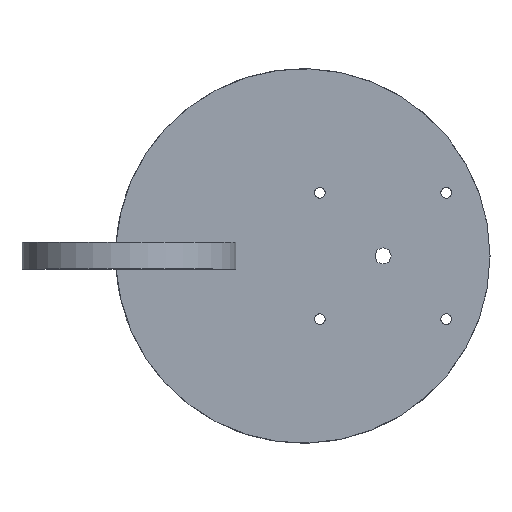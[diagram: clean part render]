
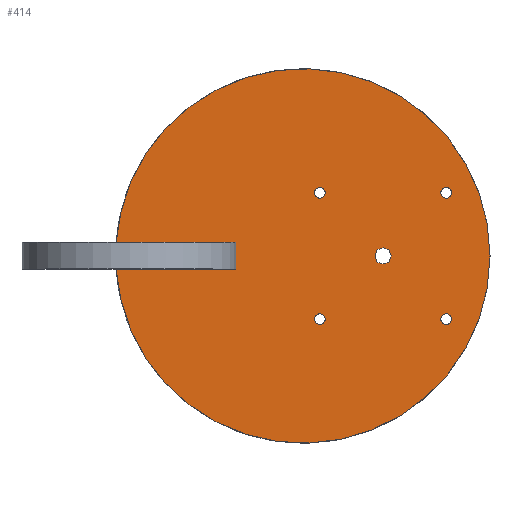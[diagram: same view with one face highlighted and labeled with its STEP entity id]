
A CAD part, top view. The second image highlights one B-rep face of the part: STEP entity #414.
In plain terms, the highlighted planar face has unit normal (0, 0, 1).
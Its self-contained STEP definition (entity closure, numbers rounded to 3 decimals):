
#25=FACE_BOUND('',#92,.T.);
#26=FACE_BOUND('',#93,.T.);
#27=FACE_BOUND('',#94,.T.);
#28=FACE_BOUND('',#95,.T.);
#29=FACE_BOUND('',#96,.T.);
#41=PLANE('',#473);
#60=FACE_OUTER_BOUND('',#91,.T.);
#91=EDGE_LOOP('',(#356,#357,#358,#359));
#92=EDGE_LOOP('',(#360));
#93=EDGE_LOOP('',(#361));
#94=EDGE_LOOP('',(#362));
#95=EDGE_LOOP('',(#363));
#96=EDGE_LOOP('',(#364));
#117=LINE('',#672,#143);
#124=LINE('',#693,#150);
#129=LINE('',#703,#155);
#143=VECTOR('',#556,10.);
#150=VECTOR('',#573,10.);
#155=VECTOR('',#584,10.);
#169=CIRCLE('',#449,3.);
#171=CIRCLE('',#452,2.);
#173=CIRCLE('',#455,2.);
#175=CIRCLE('',#458,2.);
#177=CIRCLE('',#461,2.);
#183=CIRCLE('',#474,70.);
#197=VERTEX_POINT('',#640);
#199=VERTEX_POINT('',#646);
#201=VERTEX_POINT('',#652);
#203=VERTEX_POINT('',#658);
#205=VERTEX_POINT('',#664);
#207=VERTEX_POINT('',#670);
#208=VERTEX_POINT('',#671);
#216=VERTEX_POINT('',#691);
#217=VERTEX_POINT('',#692);
#238=EDGE_CURVE('',#197,#197,#169,.T.);
#241=EDGE_CURVE('',#199,#199,#171,.T.);
#244=EDGE_CURVE('',#201,#201,#173,.T.);
#247=EDGE_CURVE('',#203,#203,#175,.T.);
#250=EDGE_CURVE('',#205,#205,#177,.T.);
#253=EDGE_CURVE('',#207,#208,#117,.T.);
#263=EDGE_CURVE('',#216,#217,#124,.T.);
#269=EDGE_CURVE('',#208,#216,#129,.T.);
#271=EDGE_CURVE('',#217,#207,#183,.T.);
#356=ORIENTED_EDGE('',*,*,#253,.T.);
#357=ORIENTED_EDGE('',*,*,#269,.T.);
#358=ORIENTED_EDGE('',*,*,#263,.T.);
#359=ORIENTED_EDGE('',*,*,#271,.T.);
#360=ORIENTED_EDGE('',*,*,#238,.T.);
#361=ORIENTED_EDGE('',*,*,#241,.T.);
#362=ORIENTED_EDGE('',*,*,#244,.T.);
#363=ORIENTED_EDGE('',*,*,#247,.T.);
#364=ORIENTED_EDGE('',*,*,#250,.T.);
#414=ADVANCED_FACE('',(#60,#25,#26,#27,#28,#29),#41,.T.);
#449=AXIS2_PLACEMENT_3D('',#641,#521,#522);
#452=AXIS2_PLACEMENT_3D('',#647,#528,#529);
#455=AXIS2_PLACEMENT_3D('',#653,#535,#536);
#458=AXIS2_PLACEMENT_3D('',#659,#542,#543);
#461=AXIS2_PLACEMENT_3D('',#665,#549,#550);
#473=AXIS2_PLACEMENT_3D('',#706,#588,#589);
#474=AXIS2_PLACEMENT_3D('',#707,#590,#591);
#521=DIRECTION('center_axis',(0.,0.,-1.));
#522=DIRECTION('ref_axis',(1.,0.,0.));
#528=DIRECTION('center_axis',(0.,0.,-1.));
#529=DIRECTION('ref_axis',(1.,0.,0.));
#535=DIRECTION('center_axis',(0.,0.,-1.));
#536=DIRECTION('ref_axis',(1.,0.,0.));
#542=DIRECTION('center_axis',(0.,0.,-1.));
#543=DIRECTION('ref_axis',(1.,0.,0.));
#549=DIRECTION('center_axis',(0.,0.,-1.));
#550=DIRECTION('ref_axis',(1.,0.,0.));
#556=DIRECTION('',(1.,0.,0.));
#573=DIRECTION('',(-1.,0.,0.));
#584=DIRECTION('',(0.,-1.,0.));
#588=DIRECTION('center_axis',(0.,0.,1.));
#589=DIRECTION('ref_axis',(1.,0.,0.));
#590=DIRECTION('center_axis',(0.,0.,1.));
#591=DIRECTION('ref_axis',(1.,0.,0.));
#640=CARTESIAN_POINT('',(27.,0.,10.));
#641=CARTESIAN_POINT('Origin',(30.,0.,10.));
#646=CARTESIAN_POINT('',(51.622,-23.622,10.));
#647=CARTESIAN_POINT('Origin',(53.622,-23.622,10.));
#652=CARTESIAN_POINT('',(4.378,23.622,10.));
#653=CARTESIAN_POINT('Origin',(6.378,23.622,10.));
#658=CARTESIAN_POINT('',(51.622,23.622,10.));
#659=CARTESIAN_POINT('Origin',(53.622,23.622,10.));
#664=CARTESIAN_POINT('',(4.378,-23.622,10.));
#665=CARTESIAN_POINT('Origin',(6.378,-23.622,10.));
#670=CARTESIAN_POINT('',(-69.821,5.,10.));
#671=CARTESIAN_POINT('',(-25.,5.,10.));
#672=CARTESIAN_POINT('',(-32.5,5.,10.));
#691=CARTESIAN_POINT('',(-25.,-5.,10.));
#692=CARTESIAN_POINT('',(-69.821,-5.,10.));
#693=CARTESIAN_POINT('',(-32.5,-5.,10.));
#703=CARTESIAN_POINT('',(-25.,0.,10.));
#706=CARTESIAN_POINT('Origin',(0.,0.,10.));
#707=CARTESIAN_POINT('Origin',(0.,0.,10.));
